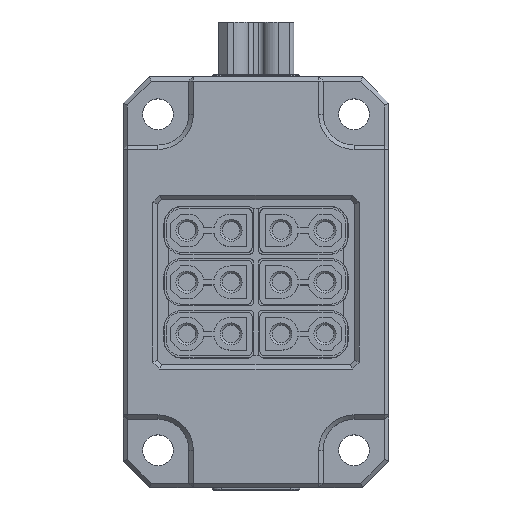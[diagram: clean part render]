
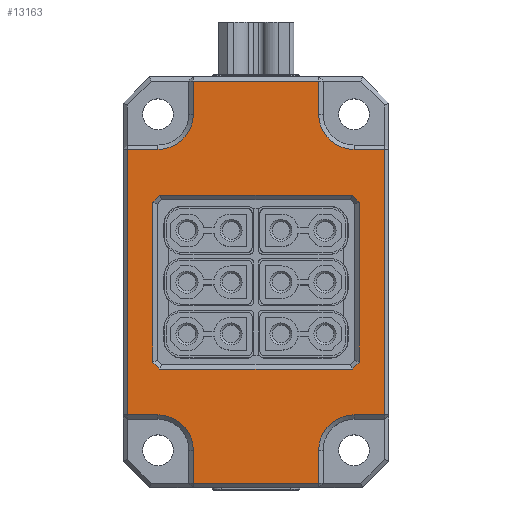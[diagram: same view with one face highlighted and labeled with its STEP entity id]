
A CAD part, top view. The second image highlights one B-rep face of the part: STEP entity #13163.
In plain terms, the highlighted planar face has unit normal (0, 0, 1).
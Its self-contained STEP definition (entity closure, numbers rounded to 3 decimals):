
#171=FACE_BOUND('',#1683,.T.);
#311=PLANE('',#14105);
#887=FACE_OUTER_BOUND('',#1682,.T.);
#1682=EDGE_LOOP('',(#9301,#9302,#9303,#9304,#9305,#9306,#9307,#9308,#9309,
#9310,#9311,#9312,#9313,#9314,#9315,#9316));
#1683=EDGE_LOOP('',(#9317,#9318,#9319,#9320,#9321,#9322,#9323,#9324));
#2557=CIRCLE('',#14106,4.);
#2558=CIRCLE('',#14107,4.);
#2559=CIRCLE('',#14108,4.);
#2560=CIRCLE('',#14109,4.);
#3323=LINE('',#22439,#4550);
#3327=LINE('',#22448,#4554);
#3329=LINE('',#22453,#4556);
#3335=LINE('',#22466,#4562);
#3337=LINE('',#22469,#4564);
#3340=LINE('',#22473,#4567);
#3341=LINE('',#22475,#4568);
#3344=LINE('',#22479,#4571);
#3354=LINE('',#22501,#4581);
#3355=LINE('',#22503,#4582);
#3356=LINE('',#22507,#4583);
#3357=LINE('',#22509,#4584);
#3358=LINE('',#22511,#4585);
#3359=LINE('',#22515,#4586);
#3360=LINE('',#22517,#4587);
#3361=LINE('',#22519,#4588);
#3362=LINE('',#22523,#4589);
#3363=LINE('',#22525,#4590);
#3364=LINE('',#22527,#4591);
#3365=LINE('',#22530,#4592);
#4550=VECTOR('',#15744,10.);
#4554=VECTOR('',#15750,10.);
#4556=VECTOR('',#15754,10.);
#4562=VECTOR('',#15762,10.);
#4564=VECTOR('',#15766,10.);
#4567=VECTOR('',#15771,10.);
#4568=VECTOR('',#15774,10.);
#4571=VECTOR('',#15779,10.);
#4581=VECTOR('',#15799,10.);
#4582=VECTOR('',#15800,10.);
#4583=VECTOR('',#15803,10.);
#4584=VECTOR('',#15804,10.);
#4585=VECTOR('',#15805,10.);
#4586=VECTOR('',#15808,10.);
#4587=VECTOR('',#15809,10.);
#4588=VECTOR('',#15810,10.);
#4589=VECTOR('',#15813,10.);
#4590=VECTOR('',#15814,10.);
#4591=VECTOR('',#15815,10.);
#4592=VECTOR('',#15818,10.);
#5833=VERTEX_POINT('',#22436);
#5834=VERTEX_POINT('',#22438);
#5837=VERTEX_POINT('',#22445);
#5838=VERTEX_POINT('',#22447);
#5839=VERTEX_POINT('',#22451);
#5840=VERTEX_POINT('',#22452);
#5845=VERTEX_POINT('',#22463);
#5846=VERTEX_POINT('',#22465);
#5852=VERTEX_POINT('',#22499);
#5853=VERTEX_POINT('',#22500);
#5854=VERTEX_POINT('',#22502);
#5855=VERTEX_POINT('',#22504);
#5856=VERTEX_POINT('',#22506);
#5857=VERTEX_POINT('',#22508);
#5858=VERTEX_POINT('',#22510);
#5859=VERTEX_POINT('',#22512);
#5860=VERTEX_POINT('',#22514);
#5861=VERTEX_POINT('',#22516);
#5862=VERTEX_POINT('',#22518);
#5863=VERTEX_POINT('',#22520);
#5864=VERTEX_POINT('',#22522);
#5865=VERTEX_POINT('',#22524);
#5866=VERTEX_POINT('',#22526);
#5867=VERTEX_POINT('',#22528);
#7131=EDGE_CURVE('',#5833,#5834,#3323,.T.);
#7135=EDGE_CURVE('',#5837,#5838,#3327,.T.);
#7137=EDGE_CURVE('',#5839,#5840,#3329,.T.);
#7143=EDGE_CURVE('',#5845,#5846,#3335,.T.);
#7145=EDGE_CURVE('',#5840,#5845,#3337,.T.);
#7148=EDGE_CURVE('',#5846,#5837,#3340,.T.);
#7149=EDGE_CURVE('',#5834,#5839,#3341,.T.);
#7152=EDGE_CURVE('',#5838,#5833,#3344,.T.);
#7162=EDGE_CURVE('',#5852,#5853,#3354,.T.);
#7163=EDGE_CURVE('',#5854,#5852,#3355,.T.);
#7164=EDGE_CURVE('',#5855,#5854,#2557,.T.);
#7165=EDGE_CURVE('',#5856,#5855,#3356,.T.);
#7166=EDGE_CURVE('',#5857,#5856,#3357,.T.);
#7167=EDGE_CURVE('',#5858,#5857,#3358,.T.);
#7168=EDGE_CURVE('',#5859,#5858,#2558,.T.);
#7169=EDGE_CURVE('',#5860,#5859,#3359,.T.);
#7170=EDGE_CURVE('',#5861,#5860,#3360,.T.);
#7171=EDGE_CURVE('',#5862,#5861,#3361,.T.);
#7172=EDGE_CURVE('',#5863,#5862,#2559,.T.);
#7173=EDGE_CURVE('',#5864,#5863,#3362,.T.);
#7174=EDGE_CURVE('',#5865,#5864,#3363,.T.);
#7175=EDGE_CURVE('',#5866,#5865,#3364,.T.);
#7176=EDGE_CURVE('',#5867,#5866,#2560,.T.);
#7177=EDGE_CURVE('',#5853,#5867,#3365,.T.);
#9301=ORIENTED_EDGE('',*,*,#7162,.F.);
#9302=ORIENTED_EDGE('',*,*,#7163,.F.);
#9303=ORIENTED_EDGE('',*,*,#7164,.F.);
#9304=ORIENTED_EDGE('',*,*,#7165,.F.);
#9305=ORIENTED_EDGE('',*,*,#7166,.F.);
#9306=ORIENTED_EDGE('',*,*,#7167,.F.);
#9307=ORIENTED_EDGE('',*,*,#7168,.F.);
#9308=ORIENTED_EDGE('',*,*,#7169,.F.);
#9309=ORIENTED_EDGE('',*,*,#7170,.F.);
#9310=ORIENTED_EDGE('',*,*,#7171,.F.);
#9311=ORIENTED_EDGE('',*,*,#7172,.F.);
#9312=ORIENTED_EDGE('',*,*,#7173,.F.);
#9313=ORIENTED_EDGE('',*,*,#7174,.F.);
#9314=ORIENTED_EDGE('',*,*,#7175,.F.);
#9315=ORIENTED_EDGE('',*,*,#7176,.F.);
#9316=ORIENTED_EDGE('',*,*,#7177,.F.);
#9317=ORIENTED_EDGE('',*,*,#7143,.F.);
#9318=ORIENTED_EDGE('',*,*,#7145,.F.);
#9319=ORIENTED_EDGE('',*,*,#7137,.F.);
#9320=ORIENTED_EDGE('',*,*,#7149,.F.);
#9321=ORIENTED_EDGE('',*,*,#7131,.F.);
#9322=ORIENTED_EDGE('',*,*,#7152,.F.);
#9323=ORIENTED_EDGE('',*,*,#7135,.F.);
#9324=ORIENTED_EDGE('',*,*,#7148,.F.);
#13163=ADVANCED_FACE('',(#887,#171),#311,.T.);
#14105=AXIS2_PLACEMENT_3D('',#22498,#15797,#15798);
#14106=AXIS2_PLACEMENT_3D('',#22505,#15801,#15802);
#14107=AXIS2_PLACEMENT_3D('',#22513,#15806,#15807);
#14108=AXIS2_PLACEMENT_3D('',#22521,#15811,#15812);
#14109=AXIS2_PLACEMENT_3D('',#22529,#15816,#15817);
#15744=DIRECTION('',(-1.,0.,0.));
#15750=DIRECTION('',(0.,1.,0.));
#15754=DIRECTION('',(0.,-1.,0.));
#15762=DIRECTION('',(1.,0.,0.));
#15766=DIRECTION('',(0.707,-0.707,0.));
#15771=DIRECTION('',(0.707,0.707,0.));
#15774=DIRECTION('',(-0.707,-0.707,0.));
#15779=DIRECTION('',(-0.707,0.707,0.));
#15797=DIRECTION('center_axis',(0.,0.,
1.));
#15798=DIRECTION('ref_axis',(1.,0.,0.));
#15799=DIRECTION('',(1.,0.,0.));
#15800=DIRECTION('',(0.,1.,0.));
#15801=DIRECTION('center_axis',(0.,0.,
1.));
#15802=DIRECTION('ref_axis',(1.,0.,0.));
#15803=DIRECTION('',(1.,0.,0.));
#15804=DIRECTION('',(0.,1.,0.));
#15805=DIRECTION('',(-1.,0.,0.));
#15806=DIRECTION('center_axis',(0.,0.,
1.));
#15807=DIRECTION('ref_axis',(1.,0.,0.));
#15808=DIRECTION('',(0.,1.,0.));
#15809=DIRECTION('',(-1.,0.,0.));
#15810=DIRECTION('',(0.,-1.,0.));
#15811=DIRECTION('center_axis',(0.,0.,
1.));
#15812=DIRECTION('ref_axis',(-1.,0.,0.));
#15813=DIRECTION('',(-1.,0.,0.));
#15814=DIRECTION('',(0.,-1.,0.));
#15815=DIRECTION('',(1.,0.,0.));
#15816=DIRECTION('center_axis',(0.,0.,
1.));
#15817=DIRECTION('ref_axis',(-1.,0.,0.));
#15818=DIRECTION('',(0.,-1.,0.));
#22436=CARTESIAN_POINT('',(23.732,31.91,8.553));
#22438=CARTESIAN_POINT('',(1.918,31.91,8.553));
#22439=CARTESIAN_POINT('',(7.225,31.91,8.553));
#22445=CARTESIAN_POINT('',(24.525,12.993,8.553));
#22447=CARTESIAN_POINT('',(24.525,31.117,8.553));
#22448=CARTESIAN_POINT('',(24.525,26.733,8.553));
#22451=CARTESIAN_POINT('',(1.125,31.117,8.553));
#22452=CARTESIAN_POINT('',(1.125,12.993,8.553));
#22453=CARTESIAN_POINT('',(1.125,17.378,8.553));
#22463=CARTESIAN_POINT('',(1.918,12.2,8.553));
#22465=CARTESIAN_POINT('',(23.732,12.2,8.553));
#22466=CARTESIAN_POINT('',(18.425,12.2,8.553));
#22469=CARTESIAN_POINT('',(1.983,12.135,8.553));
#22473=CARTESIAN_POINT('',(23.667,12.135,8.553));
#22475=CARTESIAN_POINT('',(1.983,31.975,8.553));
#22479=CARTESIAN_POINT('',(23.667,31.975,8.553));
#22498=CARTESIAN_POINT('Origin',(12.825,22.055,8.553));
#22499=CARTESIAN_POINT('',(5.713,44.86,8.553));
#22500=CARTESIAN_POINT('',(19.938,44.86,8.553));
#22501=CARTESIAN_POINT('',(10.225,44.86,8.553));
#22502=CARTESIAN_POINT('',(5.713,41.105,8.553));
#22503=CARTESIAN_POINT('',(5.713,33.708,8.553));
#22504=CARTESIAN_POINT('',(1.713,37.105,8.553));
#22505=CARTESIAN_POINT('Origin',(1.713,41.105,8.553));
#22506=CARTESIAN_POINT('',(-1.75,37.105,8.553));
#22507=CARTESIAN_POINT('',(7.269,37.105,8.553));
#22508=CARTESIAN_POINT('',(-1.75,7.005,8.553));
#22509=CARTESIAN_POINT('',(-1.75,33.708,8.553));
#22510=CARTESIAN_POINT('',(1.713,7.005,8.553));
#22511=CARTESIAN_POINT('',(5.288,7.005,8.553));
#22512=CARTESIAN_POINT('',(5.713,3.005,8.553));
#22513=CARTESIAN_POINT('Origin',(1.713,3.005,8.553));
#22514=CARTESIAN_POINT('',(5.713,-0.75,8.553));
#22515=CARTESIAN_POINT('',(5.713,12.53,8.553));
#22516=CARTESIAN_POINT('',(19.938,-0.75,8.553));
#22517=CARTESIAN_POINT('',(15.425,-0.75,8.553));
#22518=CARTESIAN_POINT('',(19.938,3.005,8.553));
#22519=CARTESIAN_POINT('',(19.938,10.403,8.553));
#22520=CARTESIAN_POINT('',(23.938,7.005,8.553));
#22521=CARTESIAN_POINT('Origin',(23.938,3.005,8.553));
#22522=CARTESIAN_POINT('',(27.4,7.005,8.553));
#22523=CARTESIAN_POINT('',(18.381,7.005,8.553));
#22524=CARTESIAN_POINT('',(27.4,37.105,8.553));
#22525=CARTESIAN_POINT('',(27.4,10.403,8.553));
#22526=CARTESIAN_POINT('',(23.938,37.105,8.553));
#22527=CARTESIAN_POINT('',(20.363,37.105,8.553));
#22528=CARTESIAN_POINT('',(19.938,41.105,8.553));
#22529=CARTESIAN_POINT('Origin',(23.938,41.105,8.553));
#22530=CARTESIAN_POINT('',(19.938,31.58,8.553));
